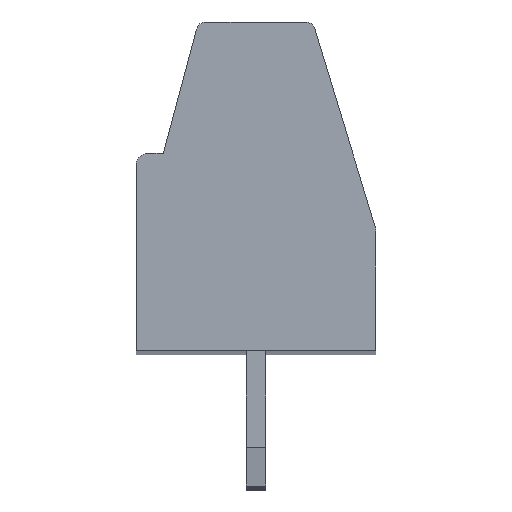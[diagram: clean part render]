
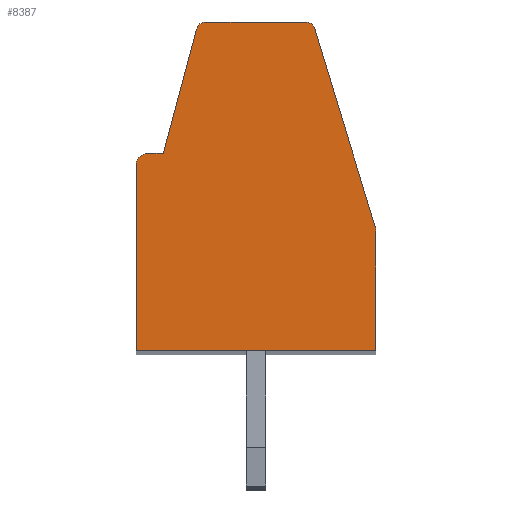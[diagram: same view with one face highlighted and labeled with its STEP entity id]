
A CAD part, top view. The second image highlights one B-rep face of the part: STEP entity #8387.
In plain terms, the highlighted planar face has unit normal (0, 0, 1).
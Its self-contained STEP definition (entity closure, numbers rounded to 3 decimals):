
#14=DIRECTION('',(0.,-1.,0.));
#15=VECTOR('',#14,3.075);
#16=CARTESIAN_POINT('',(3.1,3.075,59.92));
#17=LINE('',#16,#15);
#18=DIRECTION('',(0.,1.,0.));
#19=VECTOR('',#18,4.8);
#20=CARTESIAN_POINT('',(-3.1,0.,59.92));
#21=LINE('',#20,#19);
#22=CARTESIAN_POINT('',(-2.8,4.8,59.92));
#23=DIRECTION('',(0.,0.,-1.));
#24=DIRECTION('',(-1.,0.,0.));
#25=AXIS2_PLACEMENT_3D('',#22,#23,#24);
#27=DIRECTION('',(1.,0.,0.));
#28=VECTOR('',#27,0.4);
#29=CARTESIAN_POINT('',(-2.8,5.1,59.92));
#30=LINE('',#29,#28);
#31=DIRECTION('',(0.259,0.966,0.));
#32=VECTOR('',#31,3.328);
#33=CARTESIAN_POINT('',(-2.4,5.1,59.92));
#34=LINE('',#33,#32);
#35=CARTESIAN_POINT('',(-1.297,8.25,59.92));
#36=DIRECTION('',(0.,0.,-1.));
#37=DIRECTION('',(-0.966,0.259,0.));
#38=AXIS2_PLACEMENT_3D('',#35,#36,#37);
#40=CARTESIAN_POINT('',(1.279,8.25,59.92));
#41=DIRECTION('',(0.,0.,-1.));
#42=DIRECTION('',(-0.001,1.,0.));
#43=AXIS2_PLACEMENT_3D('',#40,#41,#42);
#45=DIRECTION('',(0.292,-0.956,0.));
#46=VECTOR('',#45,5.335);
#47=CARTESIAN_POINT('',(1.518,8.323,59.92));
#48=LINE('',#47,#46);
#49=CARTESIAN_POINT('',(2.6,3.075,59.92));
#50=DIRECTION('',(0.,0.,-1.));
#51=DIRECTION('',(0.956,0.292,0.));
#52=AXIS2_PLACEMENT_3D('',#49,#50,#51);
#80=DIRECTION('',(-1.,0.,0.));
#81=VECTOR('',#80,2.576);
#82=CARTESIAN_POINT('',(1.279,8.5,59.92));
#83=LINE('',#82,#81);
#812=DIRECTION('',(1.,0.,0.));
#813=VECTOR('',#812,6.2);
#814=CARTESIAN_POINT('',(-3.1,0.,59.92));
#815=LINE('',#814,#813);
#6394=CARTESIAN_POINT('',(3.1,3.075,59.92));
#6395=CARTESIAN_POINT('',(3.1,0.,59.92));
#6396=VERTEX_POINT('',#6394);
#6397=VERTEX_POINT('',#6395);
#6398=CARTESIAN_POINT('',(3.078,3.221,59.92));
#6399=VERTEX_POINT('',#6398);
#6400=CARTESIAN_POINT('',(1.518,8.323,59.92));
#6401=VERTEX_POINT('',#6400);
#6402=CARTESIAN_POINT('',(1.279,8.5,59.92));
#6403=VERTEX_POINT('',#6402);
#6404=CARTESIAN_POINT('',(-1.538,8.315,59.92));
#6405=CARTESIAN_POINT('',(-1.297,8.5,59.92));
#6406=VERTEX_POINT('',#6404);
#6407=VERTEX_POINT('',#6405);
#6408=CARTESIAN_POINT('',(-2.4,5.1,59.92));
#6409=VERTEX_POINT('',#6408);
#6410=CARTESIAN_POINT('',(-2.8,5.1,59.92));
#6411=VERTEX_POINT('',#6410);
#6412=CARTESIAN_POINT('',(-3.1,4.8,59.92));
#6413=VERTEX_POINT('',#6412);
#6414=CARTESIAN_POINT('',(-3.1,0.,59.92));
#6415=VERTEX_POINT('',#6414);
#8358=CARTESIAN_POINT('',(0.,0.,59.92));
#8359=DIRECTION('',(0.,0.,1.));
#8360=DIRECTION('',(1.,0.,0.));
#8361=AXIS2_PLACEMENT_3D('',#8358,#8359,#8360);
#8362=PLANE('',#8361);
#8364=ORIENTED_EDGE('',*,*,#8363,.T.);
#8366=ORIENTED_EDGE('',*,*,#8365,.F.);
#8368=ORIENTED_EDGE('',*,*,#8367,.T.);
#8370=ORIENTED_EDGE('',*,*,#8369,.T.);
#8372=ORIENTED_EDGE('',*,*,#8371,.T.);
#8374=ORIENTED_EDGE('',*,*,#8373,.T.);
#8376=ORIENTED_EDGE('',*,*,#8375,.T.);
#8378=ORIENTED_EDGE('',*,*,#8377,.F.);
#8380=ORIENTED_EDGE('',*,*,#8379,.T.);
#8382=ORIENTED_EDGE('',*,*,#8381,.T.);
#8384=ORIENTED_EDGE('',*,*,#8383,.T.);
#8385=EDGE_LOOP('',(#8364,#8366,#8368,#8370,#8372,#8374,#8376,#8378,#8380,#8382,
#8384));
#8386=FACE_OUTER_BOUND('',#8385,.F.);
#26=CIRCLE('',#25,0.3);
#39=CIRCLE('',#38,0.25);
#44=CIRCLE('',#43,0.25);
#53=CIRCLE('',#52,0.5);
#8363=EDGE_CURVE('',#6396,#6397,#17,.T.);
#8365=EDGE_CURVE('',#6415,#6397,#815,.T.);
#8367=EDGE_CURVE('',#6415,#6413,#21,.T.);
#8369=EDGE_CURVE('',#6413,#6411,#26,.T.);
#8371=EDGE_CURVE('',#6411,#6409,#30,.T.);
#8373=EDGE_CURVE('',#6409,#6406,#34,.T.);
#8375=EDGE_CURVE('',#6406,#6407,#39,.T.);
#8377=EDGE_CURVE('',#6403,#6407,#83,.T.);
#8379=EDGE_CURVE('',#6403,#6401,#44,.T.);
#8381=EDGE_CURVE('',#6401,#6399,#48,.T.);
#8383=EDGE_CURVE('',#6399,#6396,#53,.T.);
#8387=ADVANCED_FACE('',(#8386),#8362,.T.);
